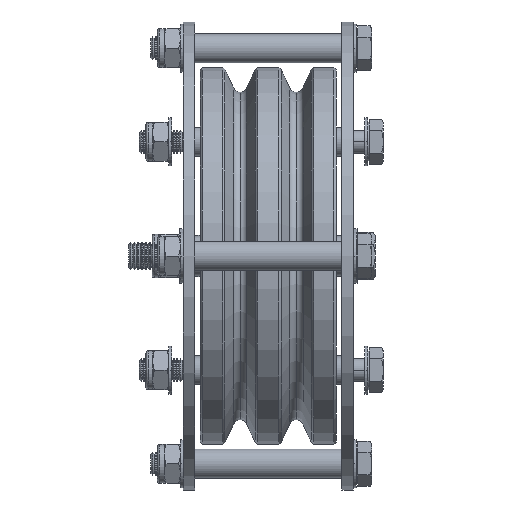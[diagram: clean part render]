
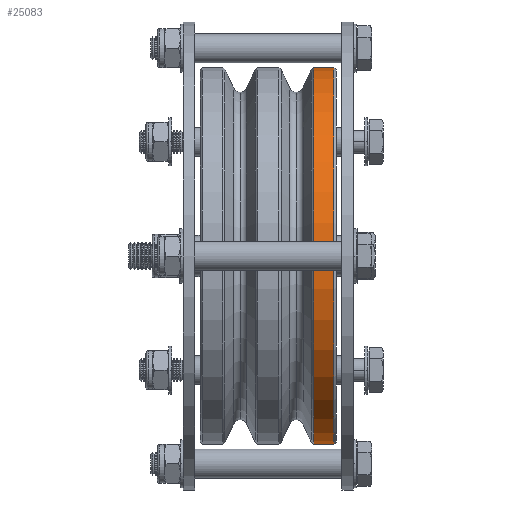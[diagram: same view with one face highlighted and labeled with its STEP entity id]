
A CAD part, front view. The second image highlights one B-rep face of the part: STEP entity #25083.
In plain terms, the highlighted cylindrical face has radius 82.5 mm (diameter 165 mm), a partial arc.
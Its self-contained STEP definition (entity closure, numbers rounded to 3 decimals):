
#594 = EDGE_CURVE ( 'NONE', #14166, #22961, #24354, .T. ) ;
#1752 = EDGE_CURVE ( 'NONE', #22961, #10076, #16425, .T. ) ;
#4210 = DIRECTION ( 'NONE',  ( 0., 0., 1. ) ) ;
#6254 = AXIS2_PLACEMENT_3D ( 'NONE', #12626, #27854, #18599 ) ;
#6344 = CIRCLE ( 'NONE', #35843, 82.5 ) ;
#7269 = ORIENTED_EDGE ( 'NONE', *, *, #21315, .T. ) ;
#9447 = ORIENTED_EDGE ( 'NONE', *, *, #29702, .F. ) ;
#10076 = VERTEX_POINT ( 'NONE', #27249 ) ;
#10197 = CYLINDRICAL_SURFACE ( 'NONE', #6254, 82.5 ) ;
#10428 = DIRECTION ( 'NONE',  ( -1., 0., 0. ) ) ;
#11238 = DIRECTION ( 'NONE',  ( -1., 0., 0. ) ) ;
#12626 = CARTESIAN_POINT ( 'NONE',  ( -107.668, 0., 0. ) ) ;
#13222 = VERTEX_POINT ( 'NONE', #15923 ) ;
#13583 = LINE ( 'NONE', #25611, #24223 ) ;
#14166 = VERTEX_POINT ( 'NONE', #14721 ) ;
#14721 = CARTESIAN_POINT ( 'NONE',  ( 28.793, 0., 82.5 ) ) ;
#15923 = CARTESIAN_POINT ( 'NONE',  ( 28.793, 0., -82.5 ) ) ;
#16021 = VECTOR ( 'NONE', #28161, 1000. ) ;
#16425 = CIRCLE ( 'NONE', #20892, 82.5 ) ;
#18599 = DIRECTION ( 'NONE',  ( 0., 0., 1. ) ) ;
#20357 = FACE_OUTER_BOUND ( 'NONE', #28485, .T. ) ;
#20892 = AXIS2_PLACEMENT_3D ( 'NONE', #22441, #34121, #25794 ) ;
#21315 = EDGE_CURVE ( 'NONE', #13222, #14166, #6344, .T. ) ;
#22441 = CARTESIAN_POINT ( 'NONE',  ( 19.877, 0., 0. ) ) ;
#22961 = VERTEX_POINT ( 'NONE', #34594 ) ;
#24223 = VECTOR ( 'NONE', #11238, 1000. ) ;
#24354 = LINE ( 'NONE', #24973, #16021 ) ;
#24973 = CARTESIAN_POINT ( 'NONE',  ( -107.668, 0., 82.5 ) ) ;
#25083 = ADVANCED_FACE ( 'NONE', ( #20357 ), #10197, .T. ) ;
#25611 = CARTESIAN_POINT ( 'NONE',  ( -107.668, 0., -82.5 ) ) ;
#25794 = DIRECTION ( 'NONE',  ( 0., 0., -1. ) ) ;
#27249 = CARTESIAN_POINT ( 'NONE',  ( 19.877, 0., -82.5 ) ) ;
#27854 = DIRECTION ( 'NONE',  ( -1., 0., 0. ) ) ;
#28161 = DIRECTION ( 'NONE',  ( -1., 0., 0. ) ) ;
#28485 = EDGE_LOOP ( 'NONE', ( #9447, #7269, #29593, #28518 ) ) ;
#28518 = ORIENTED_EDGE ( 'NONE', *, *, #1752, .T. ) ;
#29593 = ORIENTED_EDGE ( 'NONE', *, *, #594, .T. ) ;
#29702 = EDGE_CURVE ( 'NONE', #13222, #10076, #13583, .T. ) ;
#33768 = CARTESIAN_POINT ( 'NONE',  ( 28.793, 0., 0. ) ) ;
#34121 = DIRECTION ( 'NONE',  ( 1., 0., 0. ) ) ;
#34594 = CARTESIAN_POINT ( 'NONE',  ( 19.877, 0., 82.5 ) ) ;
#35843 = AXIS2_PLACEMENT_3D ( 'NONE', #33768, #10428, #4210 ) ;
